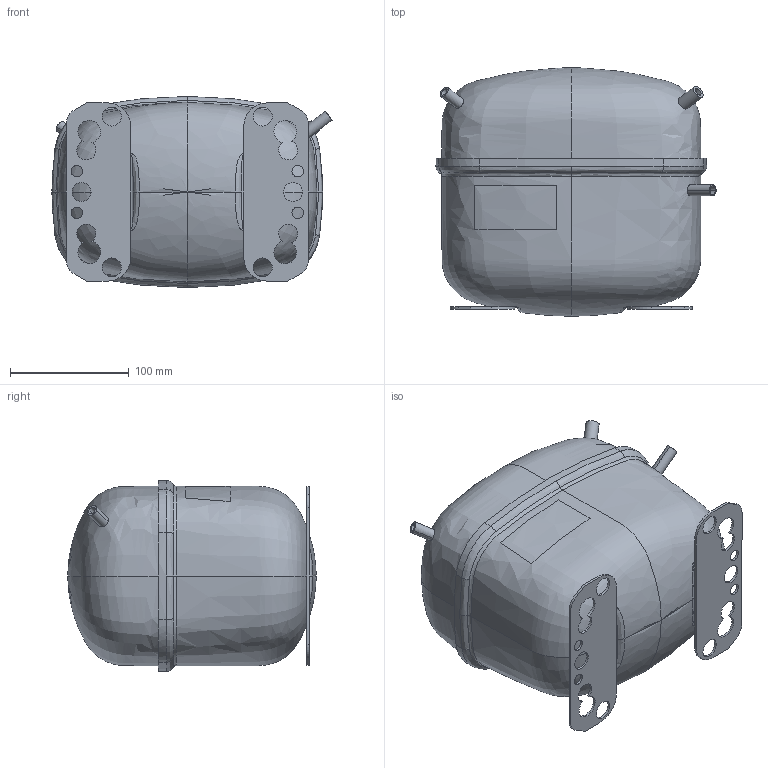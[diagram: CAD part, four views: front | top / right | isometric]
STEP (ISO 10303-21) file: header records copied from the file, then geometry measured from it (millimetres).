
FILE_DESCRIPTION (( 'STEP AP203' ), '1' );
FILE_NAME ('119-2059.STEP', '2024-11-28T20:32:20', ( '' ), ( '' ), 'SwSTEP 2.0', 'SolidWorks 2022', '' );
FILE_SCHEMA (( 'CONFIG_CONTROL_DESIGN' ));
Length unit declared in the file: millimetre
Products named in the file (1): 119-2059
Bounding box: 235.87 x 209.04 x 160.88 mm (x, y, z)
Volume: 5283239.1 mm3; surface area: 185879.8 mm2
Topology: 1 solids, 1 shells, 118 faces, 306 edges, 190 vertices
Faces by surface type: cylinder 62, bspline 36, plane 20
Entity records: 10328 total; most frequent: CARTESIAN_POINT 7524, ORIENTED_EDGE 596, DIRECTION 514, EDGE_CURVE 298, AXIS2_PLACEMENT_3D 207, VERTEX_POINT 190, EDGE_LOOP 154, CIRCLE 124
